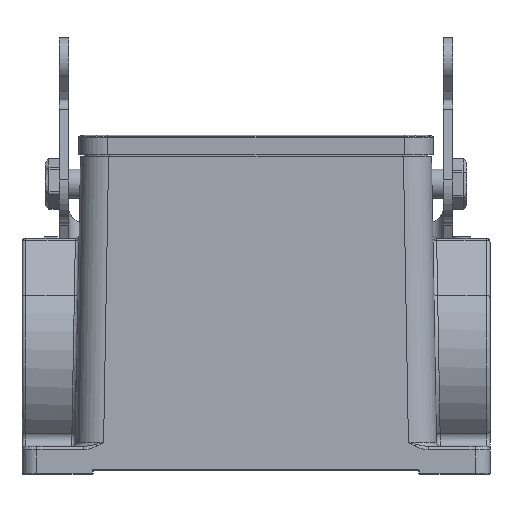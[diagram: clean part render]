
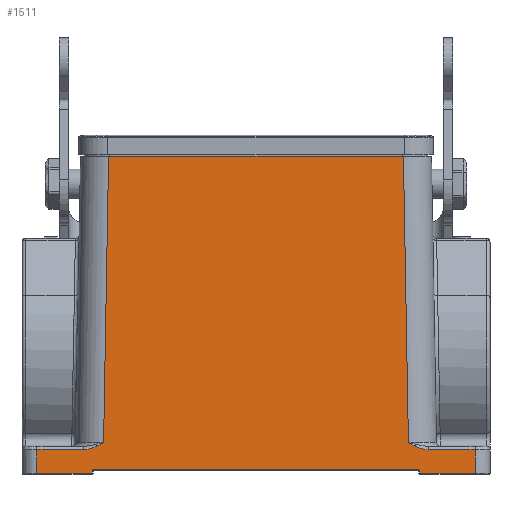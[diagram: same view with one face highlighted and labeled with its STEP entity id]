
A CAD part, front view. The second image highlights one B-rep face of the part: STEP entity #1511.
In plain terms, the highlighted planar face has unit normal (0, -1, 0.018).
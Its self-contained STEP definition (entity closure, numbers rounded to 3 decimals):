
#157=B_SPLINE_CURVE_WITH_KNOTS('',3,(#15322,#15323,#15324,#15325),
 .UNSPECIFIED.,.F.,.F.,(4,4),(0.,1.),.UNSPECIFIED.);
#158=B_SPLINE_CURVE_WITH_KNOTS('',3,(#15346,#15347,#15348,#15349),
 .UNSPECIFIED.,.F.,.F.,(4,4),(0.,1.),.UNSPECIFIED.);
#321=ELLIPSE('',#10804,0.6,0.6);
#322=ELLIPSE('',#10805,0.6,0.6);
#935=FACE_OUTER_BOUND('',#2544,.T.);
#1511=ADVANCED_FACE('',(#935),#2108,.T.);
#2108=PLANE('',#10807);
#2544=EDGE_LOOP('',(#4951,#4952,#4953,#4954,#4955,#4956,#4957,#4958,#4959,
#4960,#4961,#4962,#4963,#4964,#4965,#4966,#4967,#4968));
#3276=LINE('',#15313,#3998);
#3277=LINE('',#15315,#3999);
#3278=LINE('',#15318,#4000);
#3279=LINE('',#15326,#4001);
#3280=LINE('',#15328,#4002);
#3281=LINE('',#15330,#4003);
#3282=LINE('',#15334,#4004);
#3283=LINE('',#15338,#4005);
#3284=LINE('',#15340,#4006);
#3285=LINE('',#15342,#4007);
#3286=LINE('',#15344,#4008);
#3287=LINE('',#15353,#4009);
#3998=VECTOR('',#12218,1.);
#3999=VECTOR('',#12221,1.);
#4000=VECTOR('',#12222,1.);
#4001=VECTOR('',#12225,1.);
#4002=VECTOR('',#12226,1.);
#4003=VECTOR('',#12227,1.);
#4004=VECTOR('',#12230,1.);
#4005=VECTOR('',#12233,1.);
#4006=VECTOR('',#12234,1.);
#4007=VECTOR('',#12235,1.);
#4008=VECTOR('',#12236,1.);
#4009=VECTOR('',#12239,1.);
#4951=ORIENTED_EDGE('',*,*,#8810,.T.);
#4952=ORIENTED_EDGE('',*,*,#8811,.F.);
#4953=ORIENTED_EDGE('',*,*,#8812,.F.);
#4954=ORIENTED_EDGE('',*,*,#8813,.F.);
#4955=ORIENTED_EDGE('',*,*,#8809,.T.);
#4956=ORIENTED_EDGE('',*,*,#8814,.T.);
#4957=ORIENTED_EDGE('',*,*,#8815,.T.);
#4958=ORIENTED_EDGE('',*,*,#8816,.F.);
#4959=ORIENTED_EDGE('',*,*,#8817,.F.);
#4960=ORIENTED_EDGE('',*,*,#8818,.T.);
#4961=ORIENTED_EDGE('',*,*,#8819,.F.);
#4962=ORIENTED_EDGE('',*,*,#8820,.F.);
#4963=ORIENTED_EDGE('',*,*,#8821,.T.);
#4964=ORIENTED_EDGE('',*,*,#8822,.T.);
#4965=ORIENTED_EDGE('',*,*,#8823,.T.);
#4966=ORIENTED_EDGE('',*,*,#8824,.F.);
#4967=ORIENTED_EDGE('',*,*,#8825,.F.);
#4968=ORIENTED_EDGE('',*,*,#8826,.F.);
#7790=VERTEX_POINT('',#15310);
#7791=VERTEX_POINT('',#15312);
#7792=VERTEX_POINT('',#15316);
#7793=VERTEX_POINT('',#15317);
#7794=VERTEX_POINT('',#15319);
#7795=VERTEX_POINT('',#15321);
#7796=VERTEX_POINT('',#15327);
#7797=VERTEX_POINT('',#15329);
#7798=VERTEX_POINT('',#15331);
#7799=VERTEX_POINT('',#15333);
#7800=VERTEX_POINT('',#15335);
#7801=VERTEX_POINT('',#15337);
#7802=VERTEX_POINT('',#15339);
#7803=VERTEX_POINT('',#15341);
#7804=VERTEX_POINT('',#15343);
#7805=VERTEX_POINT('',#15345);
#7806=VERTEX_POINT('',#15350);
#7807=VERTEX_POINT('',#15352);
#8809=EDGE_CURVE('',#7790,#7791,#3276,.T.);
#8810=EDGE_CURVE('',#7792,#7793,#3277,.T.);
#8811=EDGE_CURVE('',#7794,#7793,#3278,.T.);
#8812=EDGE_CURVE('',#7795,#7794,#10241,.T.);
#8813=EDGE_CURVE('',#7790,#7795,#157,.T.);
#8814=EDGE_CURVE('',#7791,#7796,#3279,.T.);
#8815=EDGE_CURVE('',#7796,#7797,#3280,.T.);
#8816=EDGE_CURVE('',#7798,#7797,#3281,.T.);
#8817=EDGE_CURVE('',#7799,#7798,#321,.T.);
#8818=EDGE_CURVE('',#7799,#7800,#3282,.T.);
#8819=EDGE_CURVE('',#7801,#7800,#322,.T.);
#8820=EDGE_CURVE('',#7802,#7801,#3283,.T.);
#8821=EDGE_CURVE('',#7802,#7803,#3284,.T.);
#8822=EDGE_CURVE('',#7803,#7804,#3285,.T.);
#8823=EDGE_CURVE('',#7804,#7805,#3286,.T.);
#8824=EDGE_CURVE('',#7806,#7805,#158,.T.);
#8825=EDGE_CURVE('',#7807,#7806,#10242,.T.);
#8826=EDGE_CURVE('',#7792,#7807,#3287,.T.);
#10241=CIRCLE('',#10803,35.099);
#10242=CIRCLE('',#10806,35.043);
#10803=AXIS2_PLACEMENT_3D('',#15320,#12223,#12224);
#10804=AXIS2_PLACEMENT_3D('',#15332,#12228,#12229);
#10805=AXIS2_PLACEMENT_3D('',#15336,#12231,#12232);
#10806=AXIS2_PLACEMENT_3D('',#15351,#12237,#12238);
#10807=AXIS2_PLACEMENT_3D('',#15354,#12240,#12241);
#12218=DIRECTION('',(-1.,0.,0.));
#12221=DIRECTION('',(-1.,0.,0.));
#12222=DIRECTION('',(0.017,0.017,1.));
#12223=DIRECTION('',(0.,-1.,0.017));
#12224=DIRECTION('',(0.,0.017,1.));
#12225=DIRECTION('',(0.,-0.017,-1.));
#12226=DIRECTION('',(1.,0.,0.));
#12227=DIRECTION('',(0.,-0.017,-1.));
#12228=DIRECTION('',(0.,-1.,0.017));
#12229=DIRECTION('',(0.,-0.017,-1.));
#12230=DIRECTION('',(1.,0.,0.));
#12231=DIRECTION('',(0.,-1.,0.017));
#12232=DIRECTION('',(0.,0.017,1.));
#12233=DIRECTION('',(0.,0.017,1.));
#12234=DIRECTION('',(1.,0.,0.));
#12235=DIRECTION('',(0.,0.017,1.));
#12236=DIRECTION('',(-1.,0.,0.));
#12237=DIRECTION('',(0.,-1.,0.017));
#12238=DIRECTION('',(0.,0.017,1.));
#12239=DIRECTION('',(0.017,-0.017,-1.));
#12240=DIRECTION('',(0.,-1.,0.017));
#12241=DIRECTION('',(0.,-0.017,-1.));
#15310=CARTESIAN_POINT('',(-46.144,-43.136,-37.033));
#15312=CARTESIAN_POINT('',(-58.5,-43.136,-37.033));
#15313=CARTESIAN_POINT('',(-65.59,-43.136,-37.033));
#15315=CARTESIAN_POINT('',(-65.59,-41.768,41.352));
#15316=CARTESIAN_POINT('',(39.374,-41.768,41.352));
#15317=CARTESIAN_POINT('',(-39.374,-41.768,41.352));
#15318=CARTESIAN_POINT('',(-40.863,-43.258,-43.981));
#15319=CARTESIAN_POINT('',(-40.709,-43.102,-35.068));
#15320=CARTESIAN_POINT('',(-58.042,-42.569,-4.551));
#15321=CARTESIAN_POINT('',(-42.569,-43.119,-36.05));
#15322=CARTESIAN_POINT('',(-46.144,-43.136,-37.033));
#15323=CARTESIAN_POINT('',(-44.888,-43.136,-37.033));
#15324=CARTESIAN_POINT('',(-43.696,-43.128,-36.589));
#15325=CARTESIAN_POINT('',(-42.569,-43.119,-36.05));
#15326=CARTESIAN_POINT('',(-58.5,-43.25,-43.55));
#15327=CARTESIAN_POINT('',(-58.5,-43.245,-43.245));
#15328=CARTESIAN_POINT('',(-65.59,-43.245,-43.245));
#15329=CARTESIAN_POINT('',(-43.8,-43.245,-43.245));
#15330=CARTESIAN_POINT('',(-43.8,-43.25,-43.55));
#15331=CARTESIAN_POINT('',(-43.8,-43.238,-42.845));
#15332=CARTESIAN_POINT('',(-43.2,-43.238,-42.845));
#15333=CARTESIAN_POINT('',(-43.2,-43.227,-42.245));
#15334=CARTESIAN_POINT('',(-65.59,-43.227,-42.245));
#15335=CARTESIAN_POINT('',(43.2,-43.227,-42.245));
#15336=CARTESIAN_POINT('',(43.2,-43.238,-42.845));
#15337=CARTESIAN_POINT('',(43.8,-43.238,-42.845));
#15338=CARTESIAN_POINT('',(43.8,-43.25,-43.55));
#15339=CARTESIAN_POINT('',(43.8,-43.245,-43.245));
#15340=CARTESIAN_POINT('',(-65.59,-43.245,-43.245));
#15341=CARTESIAN_POINT('',(58.5,-43.245,-43.245));
#15342=CARTESIAN_POINT('',(58.5,-43.25,-43.55));
#15343=CARTESIAN_POINT('',(58.5,-43.136,-37.033));
#15344=CARTESIAN_POINT('',(-65.59,-43.136,-37.033));
#15345=CARTESIAN_POINT('',(46.144,-43.136,-37.033));
#15346=CARTESIAN_POINT('',(42.57,-43.119,-36.05));
#15347=CARTESIAN_POINT('',(43.696,-43.128,-36.589));
#15348=CARTESIAN_POINT('',(44.888,-43.136,-37.033));
#15349=CARTESIAN_POINT('',(46.144,-43.136,-37.033));
#15350=CARTESIAN_POINT('',(42.569,-43.119,-36.05));
#15351=CARTESIAN_POINT('',(58.016,-42.57,-4.601));
#15352=CARTESIAN_POINT('',(40.709,-43.102,-35.067));
#15353=CARTESIAN_POINT('',(40.754,-43.149,-37.737));
#15354=CARTESIAN_POINT('',(-65.59,-43.25,-43.55));
